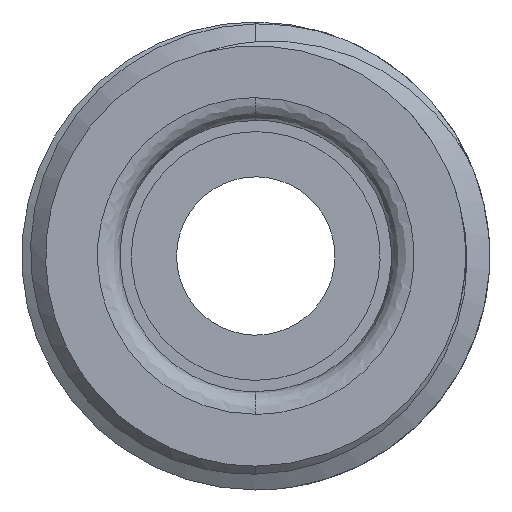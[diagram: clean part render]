
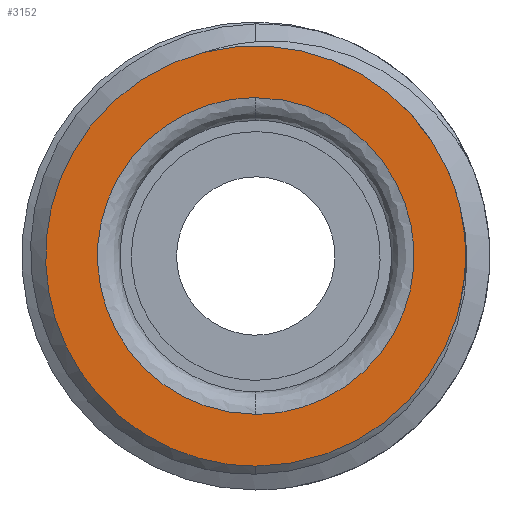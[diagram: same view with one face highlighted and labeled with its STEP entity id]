
A CAD part, left-side view. The second image highlights one B-rep face of the part: STEP entity #3152.
In plain terms, the highlighted free-form (B-spline) face has degree [1, 1] with [2, 2] control points.
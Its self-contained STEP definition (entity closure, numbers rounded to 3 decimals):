
#34 = VERTEX_POINT('',#35);
#35 = CARTESIAN_POINT('',(0.,0.,7.001));
#41 = EDGE_CURVE('',#42,#34,#44,.T.);
#42 = VERTEX_POINT('',#43);
#43 = CARTESIAN_POINT('',(0.,0.,-7.001));
#44 = ( BOUNDED_CURVE() B_SPLINE_CURVE(2,(#45,#46,#47,#48,#49),
.UNSPECIFIED.,.F.,.F.) B_SPLINE_CURVE_WITH_KNOTS((3,2,3),(0.,
1.571,3.142),.PIECEWISE_BEZIER_KNOTS.) CURVE() 
GEOMETRIC_REPRESENTATION_ITEM() RATIONAL_B_SPLINE_CURVE((1.,
0.707,1.,0.707,1.)) REPRESENTATION_ITEM('') );
#45 = CARTESIAN_POINT('',(0.,0.,-7.001));
#46 = CARTESIAN_POINT('',(0.,7.001,-7.001));
#47 = CARTESIAN_POINT('',(0.,7.001,0.));
#48 = CARTESIAN_POINT('',(0.,7.001,7.001));
#49 = CARTESIAN_POINT('',(0.,0.,7.001));
#623 = VERTEX_POINT('',#624);
#624 = CARTESIAN_POINT('',(0.,2.257,
    9.015));
#691 = VERTEX_POINT('',#692);
#692 = CARTESIAN_POINT('',(0.,0.,-9.293));
#697 = EDGE_CURVE('',#623,#691,#698,.T.);
#698 = ( BOUNDED_CURVE() B_SPLINE_CURVE(2,(#699,#700,#701,#702,#703),
.UNSPECIFIED.,.F.,.F.) B_SPLINE_CURVE_WITH_KNOTS((3,2,3),(0.245
,1.693,3.142),.PIECEWISE_BEZIER_KNOTS.) CURVE() 
GEOMETRIC_REPRESENTATION_ITEM() RATIONAL_B_SPLINE_CURVE((1.,
0.749,1.,0.749,1.)) REPRESENTATION_ITEM('') );
#699 = CARTESIAN_POINT('',(0.,2.257,
    9.015));
#700 = CARTESIAN_POINT('',(0.,10.229,
    7.019));
#701 = CARTESIAN_POINT('',(0.,9.224,
    -1.137));
#702 = CARTESIAN_POINT('',(0.,8.218,
    -9.293));
#703 = CARTESIAN_POINT('',(0.,0.,
    -9.293));
#719 = EDGE_CURVE('',#691,#720,#722,.T.);
#720 = VERTEX_POINT('',#721);
#721 = CARTESIAN_POINT('',(0.,-9.021,
    2.233));
#722 = ( BOUNDED_CURVE() B_SPLINE_CURVE(2,(#723,#724,#725),
.UNSPECIFIED.,.F.,.F.) B_SPLINE_CURVE_WITH_KNOTS((3,3),(3.142,
4.955),.PIECEWISE_BEZIER_KNOTS.) CURVE() 
GEOMETRIC_REPRESENTATION_ITEM() RATIONAL_B_SPLINE_CURVE((1.,
0.616,1.)) REPRESENTATION_ITEM('') );
#723 = CARTESIAN_POINT('',(0.,0.,
    -9.293));
#724 = CARTESIAN_POINT('',(0.,-11.874,
    -9.293));
#725 = CARTESIAN_POINT('',(0.,-9.021,
    2.233));
#3152 = ADVANCED_FACE('',(#3153,#3164),#3193,.F.);
#3153 = FACE_BOUND('',#3154,.T.);
#3154 = EDGE_LOOP('',(#3155,#3156));
#3155 = ORIENTED_EDGE('',*,*,#41,.T.);
#3156 = ORIENTED_EDGE('',*,*,#3157,.T.);
#3157 = EDGE_CURVE('',#34,#42,#3158,.T.);
#3158 = ( BOUNDED_CURVE() B_SPLINE_CURVE(2,(#3159,#3160,#3161,#3162,
#3163),.UNSPECIFIED.,.F.,.F.) B_SPLINE_CURVE_WITH_KNOTS((3,2,3),(
    3.142,4.712,6.283),
.PIECEWISE_BEZIER_KNOTS.) CURVE() GEOMETRIC_REPRESENTATION_ITEM() 
RATIONAL_B_SPLINE_CURVE((1.,0.707,1.,0.707,1.)) 
REPRESENTATION_ITEM('') );
#3159 = CARTESIAN_POINT('',(0.,0.,7.001));
#3160 = CARTESIAN_POINT('',(0.,-7.001,7.001));
#3161 = CARTESIAN_POINT('',(0.,-7.001,0.));
#3162 = CARTESIAN_POINT('',(0.,-7.001,-7.001));
#3163 = CARTESIAN_POINT('',(0.,0.,-7.001));
#3164 = FACE_BOUND('',#3165,.T.);
#3165 = EDGE_LOOP('',(#3166,#3191,#3192));
#3166 = ORIENTED_EDGE('',*,*,#3167,.F.);
#3167 = EDGE_CURVE('',#623,#720,#3168,.T.);
#3168 = B_SPLINE_CURVE_WITH_KNOTS('',3,(#3169,#3170,#3171,#3172,#3173,
    #3174,#3175,#3176,#3177,#3178,#3179,#3180,#3181,#3182,#3183,#3184,
    #3185,#3186,#3187,#3188,#3189,#3190),.UNSPECIFIED.,.F.,.F.,(4,2,2,2,
    2,2,2,2,2,2,4),(0.,0.002,0.004,
    0.005,0.006,0.007,
    0.009,0.01,0.011,
    0.013,0.015),.UNSPECIFIED.);
#3169 = CARTESIAN_POINT('',(0.,2.257,
    9.015));
#3170 = CARTESIAN_POINT('',(0.,1.661,
    9.164));
#3171 = CARTESIAN_POINT('',(0.,1.05,
    9.254));
#3172 = CARTESIAN_POINT('',(0.,-0.163,
    9.312));
#3173 = CARTESIAN_POINT('',(0.,-0.769,
    9.282));
#3174 = CARTESIAN_POINT('',(0.,-1.674,
    9.147));
#3175 = CARTESIAN_POINT('',(0.,-1.976,
    9.086));
#3176 = CARTESIAN_POINT('',(0.,-2.568,
    8.937));
#3177 = CARTESIAN_POINT('',(0.,-2.858,
    8.848));
#3178 = CARTESIAN_POINT('',(0.,-3.713,
    8.541));
#3179 = CARTESIAN_POINT('',(0.,-4.263,
    8.281));
#3180 = CARTESIAN_POINT('',(0.,-5.315,
    7.648));
#3181 = CARTESIAN_POINT('',(0.,-5.802,
    7.285));
#3182 = CARTESIAN_POINT('',(0.,-6.475,
    6.674));
#3183 = CARTESIAN_POINT('',(0.,-6.689,
    6.459));
#3184 = CARTESIAN_POINT('',(0.,-7.099,
    6.006));
#3185 = CARTESIAN_POINT('',(0.,-7.294,
    5.767));
#3186 = CARTESIAN_POINT('',(0.,-7.837,
    5.032));
#3187 = CARTESIAN_POINT('',(0.,-8.147,
    4.512));
#3188 = CARTESIAN_POINT('',(0.,-8.666,
    3.412));
#3189 = CARTESIAN_POINT('',(0.,-8.874,
    2.829));
#3190 = CARTESIAN_POINT('',(0.,-9.021,
    2.233));
#3191 = ORIENTED_EDGE('',*,*,#697,.T.);
#3192 = ORIENTED_EDGE('',*,*,#719,.T.);
#3193 = B_SPLINE_SURFACE_WITH_KNOTS('',1,1,(
    (#3194,#3195)
    ,(#3196,#3197
    )),.UNSPECIFIED.,.F.,.F.,.F.,(2,2),(2,2),(-9.311,
    9.292),(-15.292,3.292),
  .PIECEWISE_BEZIER_KNOTS.);
#3194 = CARTESIAN_POINT('',(0.,-9.293,
    9.312));
#3195 = CARTESIAN_POINT('',(0.,9.293,
    9.312));
#3196 = CARTESIAN_POINT('',(0.,-9.293,
    -9.293));
#3197 = CARTESIAN_POINT('',(0.,9.293,
    -9.293));
